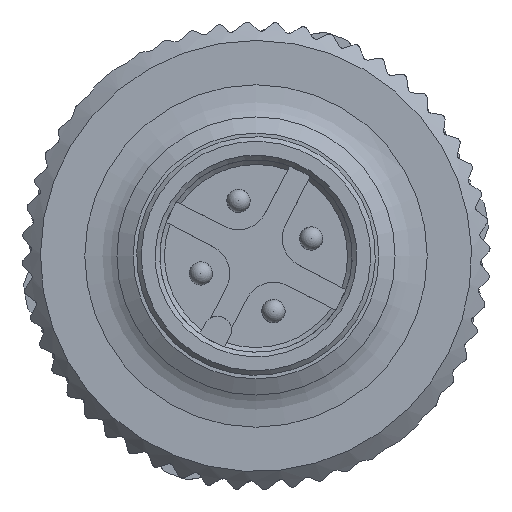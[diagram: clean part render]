
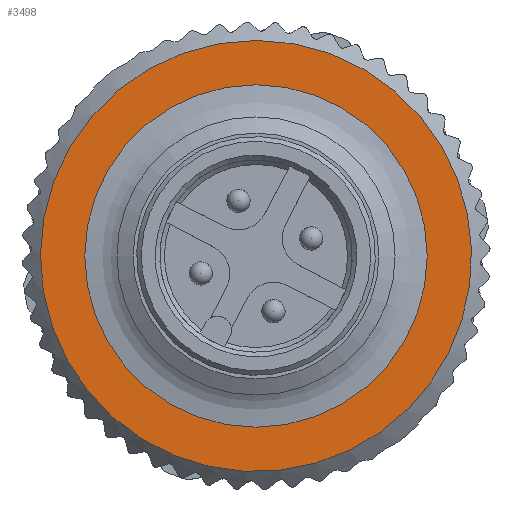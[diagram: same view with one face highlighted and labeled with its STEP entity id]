
A CAD part, left-side view. The second image highlights one B-rep face of the part: STEP entity #3498.
In plain terms, the highlighted planar face has unit normal (-1, 0, 0).
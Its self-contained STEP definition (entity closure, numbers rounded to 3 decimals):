
#3498=ADVANCED_FACE('',(#4231,#4232),#3973,.T.);
#3973=PLANE('',#12189);
#4231=FACE_BOUND('',#4558,.T.);
#4232=FACE_BOUND('',#4559,.T.);
#4558=EDGE_LOOP('',(#6119));
#4559=EDGE_LOOP('',(#6120));
#6119=ORIENTED_EDGE('',*,*,#9738,.T.);
#6120=ORIENTED_EDGE('',*,*,#10401,.T.);
#8518=VERTEX_POINT('',#16166);
#8965=VERTEX_POINT('',#19427);
#9738=EDGE_CURVE('',#8518,#8518,#11388,.T.);
#10401=EDGE_CURVE('',#8965,#8965,#11503,.T.);
#11388=CIRCLE('',#11857,7.387);
#11503=CIRCLE('',#12188,9.3);
#11857=AXIS2_PLACEMENT_3D('',#16165,#13082,#13083);
#12188=AXIS2_PLACEMENT_3D('',#19426,#14083,#14084);
#12189=AXIS2_PLACEMENT_3D('',#19428,#14085,#14086);
#13082=DIRECTION('',(1.,0.,0.));
#13083=DIRECTION('',(0.,-0.766,0.643));
#14083=DIRECTION('',(-1.,0.,0.));
#14084=DIRECTION('',(0.,-0.766,0.643));
#14085=DIRECTION('',(-1.,0.,0.));
#14086=DIRECTION('',(0.,-0.766,0.643));
#16165=CARTESIAN_POINT('',(-6.6,0.273,-0.065));
#16166=CARTESIAN_POINT('',(-6.6,-5.386,4.683));
#19426=CARTESIAN_POINT('',(-6.6,0.273,-0.065));
#19427=CARTESIAN_POINT('',(-6.6,-6.852,5.913));
#19428=CARTESIAN_POINT('',(-6.6,0.273,-0.065));
